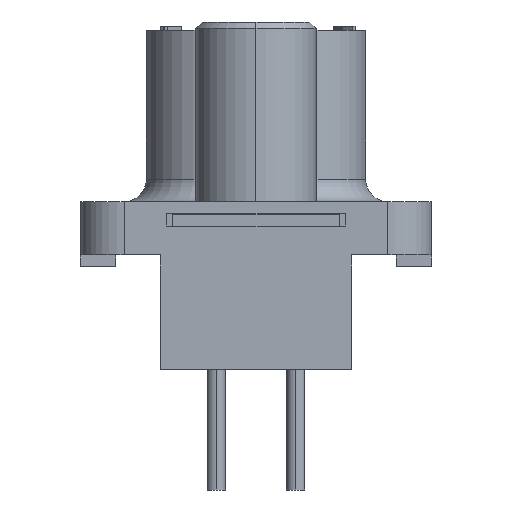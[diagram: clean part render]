
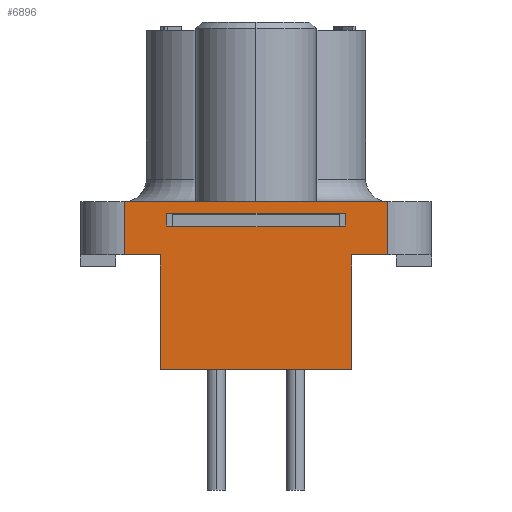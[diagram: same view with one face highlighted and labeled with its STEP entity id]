
A CAD part, left-side view. The second image highlights one B-rep face of the part: STEP entity #6896.
In plain terms, the highlighted planar face has unit normal (-1, 0, 0).
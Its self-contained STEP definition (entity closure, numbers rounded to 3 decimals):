
#76=DIRECTION('',(0.,1.,0.));
#77=VECTOR('',#76,1.295);
#78=CARTESIAN_POINT('',(-34.696,-4.724,-8.052));
#79=LINE('',#78,#77);
#80=DIRECTION('',(0.,0.,-1.));
#81=VECTOR('',#80,4.115);
#82=CARTESIAN_POINT('',(-34.696,-3.429,-8.052));
#83=LINE('',#82,#81);
#84=DIRECTION('',(0.,1.,0.));
#85=VECTOR('',#84,6.858);
#86=CARTESIAN_POINT('',(-34.696,-3.429,-12.167));
#87=LINE('',#86,#85);
#88=DIRECTION('',(0.,0.,1.));
#89=VECTOR('',#88,4.115);
#90=CARTESIAN_POINT('',(-34.696,3.429,-12.167));
#91=LINE('',#90,#89);
#92=DIRECTION('',(0.,1.,0.));
#93=VECTOR('',#92,1.295);
#94=CARTESIAN_POINT('',(-34.696,3.429,-8.052));
#95=LINE('',#94,#93);
#96=DIRECTION('',(0.,1.,0.));
#97=VECTOR('',#96,0.216);
#98=CARTESIAN_POINT('',(-34.696,-3.2,-7.015));
#99=LINE('',#98,#97);
#100=DIRECTION('',(0.,0.,1.));
#101=VECTOR('',#100,0.457);
#102=CARTESIAN_POINT('',(-34.696,-3.2,-7.015));
#103=LINE('',#102,#101);
#104=DIRECTION('',(0.,1.,0.));
#105=VECTOR('',#104,6.401);
#106=CARTESIAN_POINT('',(-34.696,-3.2,-6.558));
#107=LINE('',#106,#105);
#108=DIRECTION('',(0.,0.,1.));
#109=VECTOR('',#108,0.457);
#110=CARTESIAN_POINT('',(-34.696,3.2,-7.015));
#111=LINE('',#110,#109);
#112=DIRECTION('',(0.,1.,0.));
#113=VECTOR('',#112,0.216);
#114=CARTESIAN_POINT('',(-34.696,2.985,-7.015));
#115=LINE('',#114,#113);
#116=DIRECTION('',(0.,0.,1.));
#117=VECTOR('',#116,0.025);
#118=CARTESIAN_POINT('',(-34.696,2.985,-7.041));
#119=LINE('',#118,#117);
#120=DIRECTION('',(0.,1.,0.));
#121=VECTOR('',#120,5.969);
#122=CARTESIAN_POINT('',(-34.696,-2.985,-7.041));
#123=LINE('',#122,#121);
#124=DIRECTION('',(0.,0.,1.));
#125=VECTOR('',#124,0.025);
#126=CARTESIAN_POINT('',(-34.696,-2.985,-7.041));
#127=LINE('',#126,#125);
#137=DIRECTION('',(0.,0.,1.));
#138=VECTOR('',#137,1.905);
#139=CARTESIAN_POINT('',(-34.696,-4.724,-8.052));
#140=LINE('',#139,#138);
#321=DIRECTION('',(0.,0.,-1.));
#322=VECTOR('',#321,1.905);
#323=CARTESIAN_POINT('',(-34.696,4.724,-6.147));
#324=LINE('',#323,#322);
#348=DIRECTION('',(0.,1.,0.));
#349=VECTOR('',#348,9.449);
#350=CARTESIAN_POINT('',(-34.696,-4.724,-6.147));
#351=LINE('',#350,#349);
#5370=CARTESIAN_POINT('',(-34.696,-4.724,-6.147));
#5371=VERTEX_POINT('',#5370);
#5372=CARTESIAN_POINT('',(-34.696,4.724,-6.147));
#5373=VERTEX_POINT('',#5372);
#5412=CARTESIAN_POINT('',(-34.696,-3.429,-8.052));
#5413=CARTESIAN_POINT('',(-34.696,-3.429,-12.167));
#5414=VERTEX_POINT('',#5412);
#5415=VERTEX_POINT('',#5413);
#5416=CARTESIAN_POINT('',(-34.696,3.429,-12.167));
#5417=VERTEX_POINT('',#5416);
#5418=CARTESIAN_POINT('',(-34.696,3.429,-8.052));
#5419=VERTEX_POINT('',#5418);
#5437=CARTESIAN_POINT('',(-34.696,-4.724,-8.052));
#5439=VERTEX_POINT('',#5437);
#5440=CARTESIAN_POINT('',(-34.696,4.724,-8.052));
#5442=VERTEX_POINT('',#5440);
#5524=CARTESIAN_POINT('',(-34.696,-3.2,-6.558));
#5525=CARTESIAN_POINT('',(-34.696,3.2,-6.558));
#5526=VERTEX_POINT('',#5524);
#5527=VERTEX_POINT('',#5525);
#5528=CARTESIAN_POINT('',(-34.696,-3.2,-7.015));
#5529=VERTEX_POINT('',#5528);
#5530=CARTESIAN_POINT('',(-34.696,3.2,-7.015));
#5531=VERTEX_POINT('',#5530);
#5588=CARTESIAN_POINT('',(-34.696,-2.985,-7.015));
#5590=VERTEX_POINT('',#5588);
#5594=CARTESIAN_POINT('',(-34.696,2.985,-7.015));
#5595=VERTEX_POINT('',#5594);
#5596=CARTESIAN_POINT('',(-34.696,-2.985,-7.041));
#5597=VERTEX_POINT('',#5596);
#5598=CARTESIAN_POINT('',(-34.696,2.985,-7.041));
#5599=VERTEX_POINT('',#5598);
#6856=CARTESIAN_POINT('',(-34.696,-4.724,-6.147));
#6857=DIRECTION('',(-1.,0.,0.));
#6858=DIRECTION('',(0.,1.,0.));
#6859=AXIS2_PLACEMENT_3D('',#6856,#6857,#6858);
#6860=PLANE('',#6859);
#6862=ORIENTED_EDGE('',*,*,#6861,.F.);
#6864=ORIENTED_EDGE('',*,*,#6863,.T.);
#6866=ORIENTED_EDGE('',*,*,#6865,.T.);
#6868=ORIENTED_EDGE('',*,*,#6867,.T.);
#6870=ORIENTED_EDGE('',*,*,#6869,.T.);
#6872=ORIENTED_EDGE('',*,*,#6871,.T.);
#6874=ORIENTED_EDGE('',*,*,#6873,.F.);
#6876=ORIENTED_EDGE('',*,*,#6875,.F.);
#6877=EDGE_LOOP('',(#6862,#6864,#6866,#6868,#6870,#6872,#6874,#6876));
#6878=FACE_OUTER_BOUND('',#6877,.F.);
#6880=ORIENTED_EDGE('',*,*,#6879,.F.);
#6882=ORIENTED_EDGE('',*,*,#6881,.T.);
#6884=ORIENTED_EDGE('',*,*,#6883,.T.);
#6885=ORIENTED_EDGE('',*,*,#6845,.F.);
#6887=ORIENTED_EDGE('',*,*,#6886,.F.);
#6889=ORIENTED_EDGE('',*,*,#6888,.F.);
#6891=ORIENTED_EDGE('',*,*,#6890,.F.);
#6893=ORIENTED_EDGE('',*,*,#6892,.T.);
#6894=EDGE_LOOP('',(#6880,#6882,#6884,#6885,#6887,#6889,#6891,#6893));
#6895=FACE_BOUND('',#6894,.F.);
#6896=ADVANCED_FACE('',(#6878,#6895),#6860,.T.);
#6845=EDGE_CURVE('',#5531,#5527,#111,.T.);
#6861=EDGE_CURVE('',#5439,#5371,#140,.T.);
#6863=EDGE_CURVE('',#5439,#5414,#79,.T.);
#6865=EDGE_CURVE('',#5414,#5415,#83,.T.);
#6867=EDGE_CURVE('',#5415,#5417,#87,.T.);
#6869=EDGE_CURVE('',#5417,#5419,#91,.T.);
#6871=EDGE_CURVE('',#5419,#5442,#95,.T.);
#6873=EDGE_CURVE('',#5373,#5442,#324,.T.);
#6875=EDGE_CURVE('',#5371,#5373,#351,.T.);
#6879=EDGE_CURVE('',#5529,#5590,#99,.T.);
#6881=EDGE_CURVE('',#5529,#5526,#103,.T.);
#6883=EDGE_CURVE('',#5526,#5527,#107,.T.);
#6886=EDGE_CURVE('',#5595,#5531,#115,.T.);
#6888=EDGE_CURVE('',#5599,#5595,#119,.T.);
#6890=EDGE_CURVE('',#5597,#5599,#123,.T.);
#6892=EDGE_CURVE('',#5597,#5590,#127,.T.);
